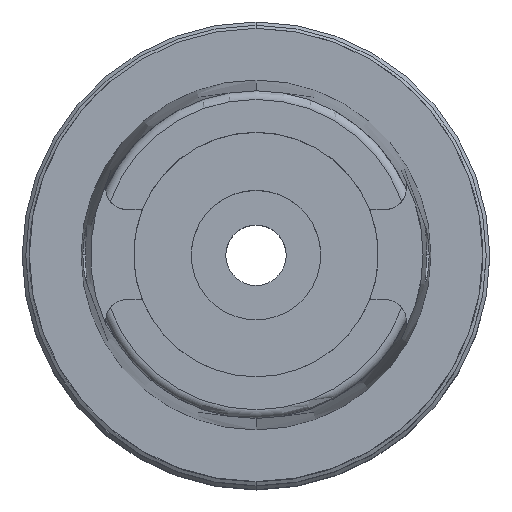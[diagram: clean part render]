
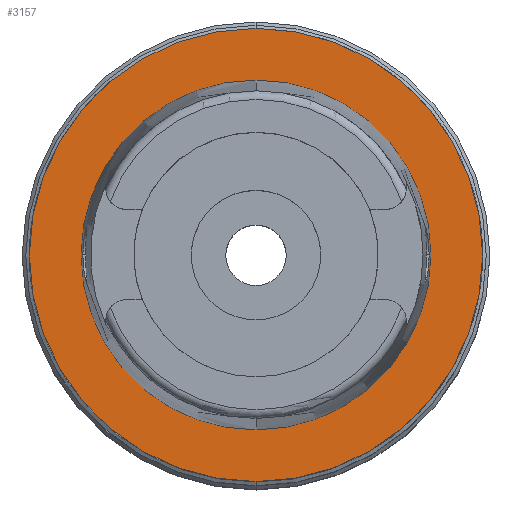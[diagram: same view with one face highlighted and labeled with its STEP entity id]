
A CAD part, top view. The second image highlights one B-rep face of the part: STEP entity #3157.
In plain terms, the highlighted planar face has unit normal (0, 0, 1).
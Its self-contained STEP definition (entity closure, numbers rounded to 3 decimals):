
#618=CARTESIAN_POINT('',(0.,0.,0.));
#619=DIRECTION('',(0.,0.,-1.));
#620=DIRECTION('',(0.,-1.,0.));
#621=AXIS2_PLACEMENT_3D('',#618,#619,#620);
#626=CARTESIAN_POINT('',(0.,0.,0.));
#627=DIRECTION('',(0.,0.,-1.));
#628=DIRECTION('',(0.,1.,0.));
#629=AXIS2_PLACEMENT_3D('',#626,#627,#628);
#634=CARTESIAN_POINT('',(0.,0.,0.));
#635=DIRECTION('',(0.,0.,1.));
#636=DIRECTION('',(0.,-1.,0.));
#637=AXIS2_PLACEMENT_3D('',#634,#635,#636);
#642=CARTESIAN_POINT('',(0.,0.,0.));
#643=DIRECTION('',(0.,0.,1.));
#644=DIRECTION('',(0.,1.,0.));
#645=AXIS2_PLACEMENT_3D('',#642,#643,#644);
#2485=CARTESIAN_POINT('',(0.,-24.315,0.));
#2486=VERTEX_POINT('',#2485);
#2487=CARTESIAN_POINT('',(0.,24.315,0.));
#2488=VERTEX_POINT('',#2487);
#2771=CARTESIAN_POINT('',(0.,31.5,0.));
#2772=VERTEX_POINT('',#2771);
#2773=CARTESIAN_POINT('',(0.,-31.5,0.));
#2774=VERTEX_POINT('',#2773);
#3142=CARTESIAN_POINT('',(0.,0.,0.));
#3143=DIRECTION('',(0.,0.,1.));
#3144=DIRECTION('',(0.,1.,0.));
#3145=AXIS2_PLACEMENT_3D('',#3142,#3143,#3144);
#3146=PLANE('',#3145);
#3148=ORIENTED_EDGE('',*,*,#3147,.T.);
#3150=ORIENTED_EDGE('',*,*,#3149,.T.);
#3151=EDGE_LOOP('',(#3148,#3150));
#3152=FACE_OUTER_BOUND('',#3151,.F.);
#3153=ORIENTED_EDGE('',*,*,#3100,.T.);
#3154=ORIENTED_EDGE('',*,*,#2893,.T.);
#3155=EDGE_LOOP('',(#3153,#3154));
#3156=FACE_BOUND('',#3155,.F.);
#622=CIRCLE('',#621,31.5);
#630=CIRCLE('',#629,31.5);
#638=CIRCLE('',#637,24.315);
#646=CIRCLE('',#645,24.315);
#2893=EDGE_CURVE('',#2488,#2486,#646,.T.);
#3100=EDGE_CURVE('',#2486,#2488,#638,.T.);
#3147=EDGE_CURVE('',#2774,#2772,#622,.T.);
#3149=EDGE_CURVE('',#2772,#2774,#630,.T.);
#3157=ADVANCED_FACE('',(#3152,#3156),#3146,.T.);
